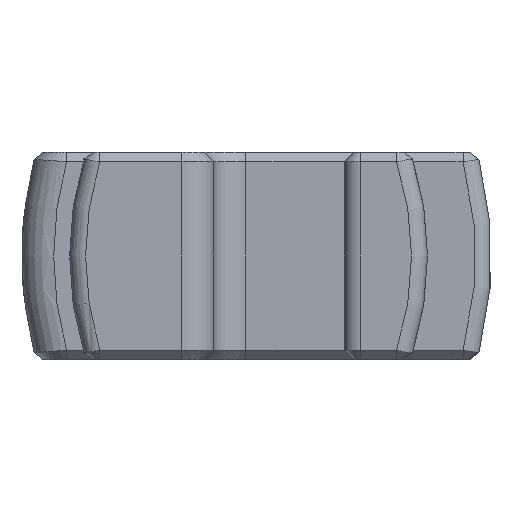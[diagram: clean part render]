
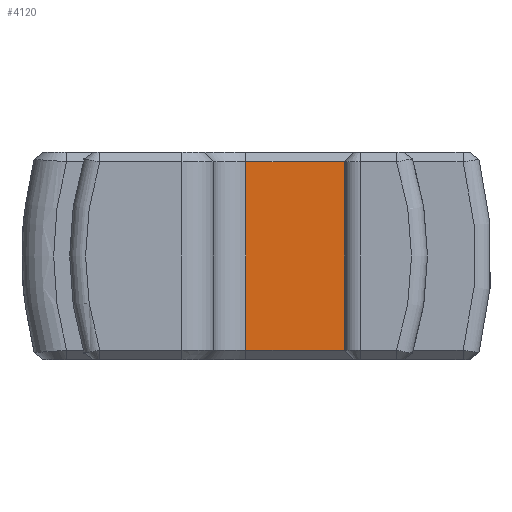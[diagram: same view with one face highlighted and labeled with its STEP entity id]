
A CAD part, left-side view. The second image highlights one B-rep face of the part: STEP entity #4120.
In plain terms, the highlighted planar face has unit normal (-1, 0, 0).
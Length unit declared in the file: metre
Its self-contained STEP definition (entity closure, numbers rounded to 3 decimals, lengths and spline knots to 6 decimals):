
#745=ORIENTED_EDGE('',*,*,#2033,.T.);
#746=ORIENTED_EDGE('',*,*,#2034,.T.);
#747=ORIENTED_EDGE('',*,*,#2029,.T.);
#748=ORIENTED_EDGE('',*,*,#2035,.T.);
#2029=EDGE_CURVE('',#2673,#2674,#2931,.T.);
#2033=EDGE_CURVE('',#2677,#2678,#2935,.F.);
#2034=EDGE_CURVE('',#2678,#2673,#2936,.T.);
#2035=EDGE_CURVE('',#2674,#2677,#2937,.T.);
#2673=VERTEX_POINT('',#6555);
#2674=VERTEX_POINT('',#6556);
#2677=VERTEX_POINT('',#6564);
#2678=VERTEX_POINT('',#6565);
#2931=LINE('',#6554,#3234);
#2935=LINE('',#6563,#3238);
#2936=LINE('',#6566,#3239);
#2937=LINE('',#6567,#3240);
#3234=VECTOR('',#5102,1.);
#3238=VECTOR('',#5108,1.);
#3239=VECTOR('',#5109,1.);
#3240=VECTOR('',#5110,1.);
#3460=EDGE_LOOP('',(#745,#746,#747,#748));
#3744=FACE_BOUND('',#3460,.T.);
#4014=PLANE('',#4482);
#4120=ADVANCED_FACE('',(#3744),#4014,.T.);
#4482=AXIS2_PLACEMENT_3D('',#6562,#5106,#5107);
#5102=DIRECTION('',(0.,0.,1.));
#5106=DIRECTION('',(-1.,0.,0.));
#5107=DIRECTION('',(0.,-1.,0.));
#5108=DIRECTION('',(0.,0.,1.));
#5109=DIRECTION('',(0.,-1.,0.));
#5110=DIRECTION('',(0.,1.,0.));
#6554=CARTESIAN_POINT('',(-0.0445,-0.0055,-0.0065));
#6555=CARTESIAN_POINT('',(-0.0445,-0.0055,-0.0059));
#6556=CARTESIAN_POINT('',(-0.0445,-0.0055,0.0059));
#6562=CARTESIAN_POINT('',(-0.0445,-0.0055,-0.0065));
#6563=CARTESIAN_POINT('',(-0.0445,0.00067,-0.0065));
#6564=CARTESIAN_POINT('',(-0.0445,0.00067,0.0059));
#6565=CARTESIAN_POINT('',(-0.0445,0.00067,-0.0059));
#6566=CARTESIAN_POINT('',(-0.0445,-0.0055,-0.0059));
#6567=CARTESIAN_POINT('',(-0.0445,-0.0055,0.0059));
